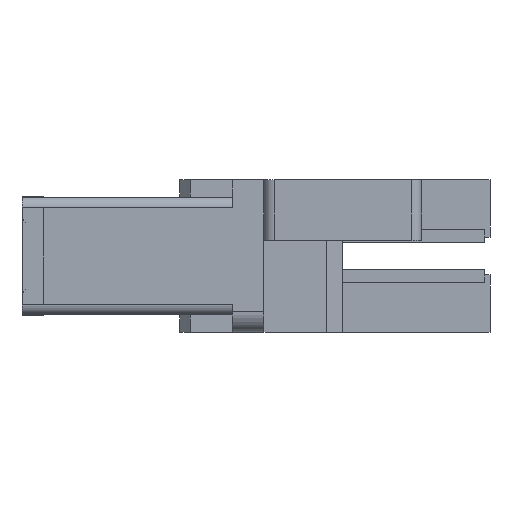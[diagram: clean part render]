
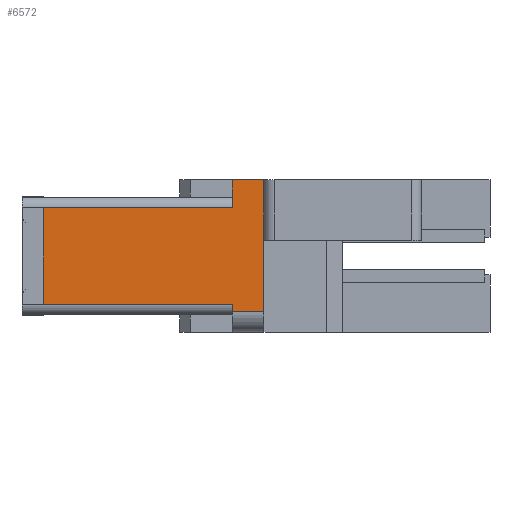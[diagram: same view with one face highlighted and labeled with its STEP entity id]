
A CAD part, left-side view. The second image highlights one B-rep face of the part: STEP entity #6572.
In plain terms, the highlighted planar face has unit normal (-1, 0, 0).
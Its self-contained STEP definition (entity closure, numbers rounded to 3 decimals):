
#420=DIRECTION('',(0.,0.,1.));
#421=VECTOR('',#420,4.6);
#422=CARTESIAN_POINT('',(-33.84,14.24,-6.975));
#423=LINE('4261',#422,#421);
#424=DIRECTION('',(0.,-1.,0.));
#425=VECTOR('',#424,9.);
#426=CARTESIAN_POINT('',(-33.84,14.24,-2.375));
#427=LINE('4262',#426,#425);
#428=DIRECTION('',(0.,0.,1.));
#429=VECTOR('',#428,1.325);
#430=CARTESIAN_POINT('',(-33.84,5.24,-2.375));
#431=LINE('3922',#430,#429);
#432=DIRECTION('',(0.,-1.,0.));
#433=VECTOR('',#432,1.5);
#434=CARTESIAN_POINT('',(-33.84,5.24,-1.05));
#435=LINE('4263',#434,#433);
#436=DIRECTION('',(0.,0.,-1.));
#437=VECTOR('',#436,3.375);
#438=CARTESIAN_POINT('',(-33.84,3.74,-3.925));
#439=LINE('4265',#438,#437);
#440=DIRECTION('',(0.,1.,0.));
#441=VECTOR('',#440,1.5);
#442=CARTESIAN_POINT('',(-33.84,3.74,-7.3));
#443=LINE('4266',#442,#441);
#444=DIRECTION('',(0.,0.,1.));
#445=VECTOR('',#444,0.325);
#446=CARTESIAN_POINT('',(-33.84,5.24,-7.3));
#447=LINE('3926',#446,#445);
#448=DIRECTION('',(0.,-1.,0.));
#449=VECTOR('',#448,9.);
#450=CARTESIAN_POINT('',(-33.84,14.24,-6.975));
#451=LINE('4260',#450,#449);
#1013=DIRECTION('',(0.,0.,1.));
#1014=VECTOR('',#1013,2.875);
#1015=CARTESIAN_POINT('',(-33.84,3.74,-3.925));
#1016=LINE('4264',#1015,#1014);
#4677=CARTESIAN_POINT('',(-33.84,3.74,-1.05));
#4678=VERTEX_POINT('',#4677);
#4722=CARTESIAN_POINT('',(-33.84,3.74,-3.925));
#4724=VERTEX_POINT('',#4722);
#4755=CARTESIAN_POINT('',(-33.84,3.74,-7.3));
#4756=VERTEX_POINT('',#4755);
#4775=CARTESIAN_POINT('',(-33.84,5.24,-1.05));
#4776=VERTEX_POINT('',#4775);
#4777=CARTESIAN_POINT('',(-33.84,5.24,-2.375));
#4778=VERTEX_POINT('',#4777);
#4785=CARTESIAN_POINT('',(-33.84,5.24,-7.3));
#4786=CARTESIAN_POINT('',(-33.84,5.24,-6.975));
#4787=VERTEX_POINT('',#4785);
#4788=VERTEX_POINT('',#4786);
#5224=CARTESIAN_POINT('',(-33.84,14.24,-2.375));
#5226=VERTEX_POINT('',#5224);
#5233=CARTESIAN_POINT('',(-33.84,14.24,-6.975));
#5234=VERTEX_POINT('',#5233);
#6549=CARTESIAN_POINT('',(-33.84,8.99,-4.175));
#6550=DIRECTION('',(1.,0.,0.));
#6551=DIRECTION('',(0.,0.,1.));
#6552=AXIS2_PLACEMENT_3D('',#6549,#6550,#6551);
#6553=PLANE('4729',#6552);
#6555=ORIENTED_EDGE('4260',*,*,#6554,.F.);
#6557=ORIENTED_EDGE('4261',*,*,#6556,.T.);
#6559=ORIENTED_EDGE('4262',*,*,#6558,.T.);
#6560=ORIENTED_EDGE('3922',*,*,#6478,.T.);
#6561=ORIENTED_EDGE('4263',*,*,#5821,.T.);
#6563=ORIENTED_EDGE('4264',*,*,#6562,.F.);
#6565=ORIENTED_EDGE('4265',*,*,#6564,.T.);
#6567=ORIENTED_EDGE('4266',*,*,#6566,.T.);
#6569=ORIENTED_EDGE('3926',*,*,#6568,.T.);
#6570=EDGE_LOOP('4729',(#6555,#6557,#6559,#6560,#6561,#6563,#6565,#6567,#6569));
#6571=FACE_OUTER_BOUND('4729',#6570,.F.);
#6572=ADVANCED_FACE('4729',(#6571),#6553,.F.);
#5821=EDGE_CURVE('4263',#4776,#4678,#435,.T.);
#6478=EDGE_CURVE('3922',#4778,#4776,#431,.T.);
#6554=EDGE_CURVE('4260',#5234,#4788,#451,.T.);
#6556=EDGE_CURVE('4261',#5234,#5226,#423,.T.);
#6558=EDGE_CURVE('4262',#5226,#4778,#427,.T.);
#6562=EDGE_CURVE('4264',#4724,#4678,#1016,.T.);
#6564=EDGE_CURVE('4265',#4724,#4756,#439,.T.);
#6566=EDGE_CURVE('4266',#4756,#4787,#443,.T.);
#6568=EDGE_CURVE('3926',#4787,#4788,#447,.T.);
